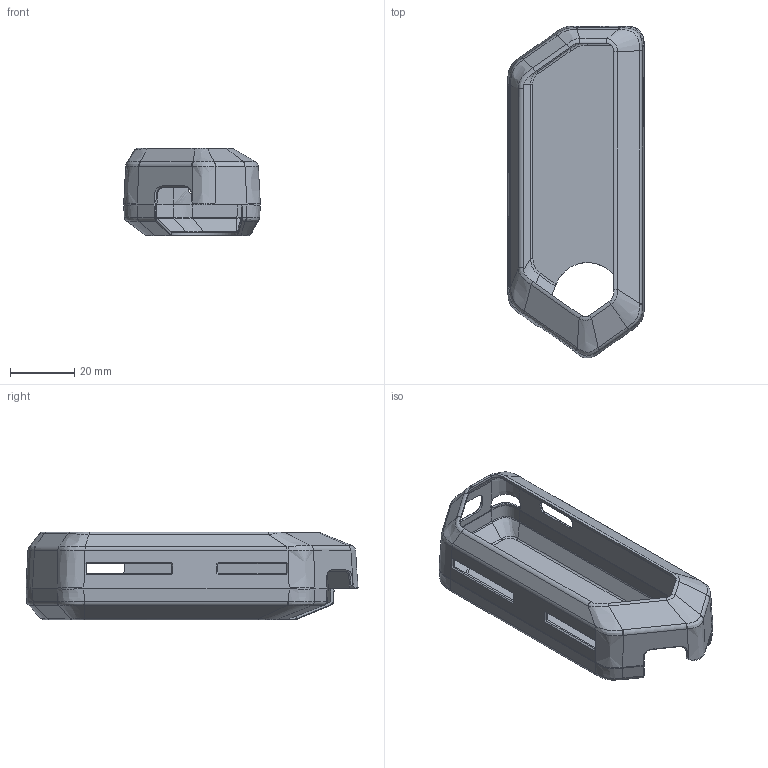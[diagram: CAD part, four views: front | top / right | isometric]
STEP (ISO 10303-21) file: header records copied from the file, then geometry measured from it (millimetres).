
FILE_DESCRIPTION(/* description */ (''),/* implementation_level */ '2;1');
FILE_NAME(/* name */ 'flipper0_tpu_case-v3.step',/* time_stamp */ '2022-07-14T11:26:39+01:00',/* author */ (''),/* organization */ (''),/* preprocessor_version */ 'ST-DEVELOPER v19',/* originating_system */ 'Autodesk Translation Framework v11.7.0.108',/* authorisation */ '');
FILE_SCHEMA (('AUTOMOTIVE_DESIGN { 1 0 10303 214 3 1 1 }'));
Length unit declared in the file: millimetre
Products named in the file (2): flipper-zero-body-3d; Component1
Assembly tree (1 placements, depth 2):
  flipper-zero-body-3d
    Component1
Bounding box: 42.51 x 103.32 x 27.37 mm (x, y, z)
Volume: 9406.1 mm3; surface area: 19108.7 mm2
Topology: 1 solids, 1 shells, 420 faces, 1026 edges, 602 vertices
Faces by surface type: bspline 209, plane 143, cylinder 64, cone 4
Entity records: 30836 total; most frequent: CARTESIAN_POINT 22433, ORIENTED_EDGE 2052, DIRECTION 1117, EDGE_CURVE 1026, VERTEX_POINT 602, LINE 551, VECTOR 551, EDGE_LOOP 426
